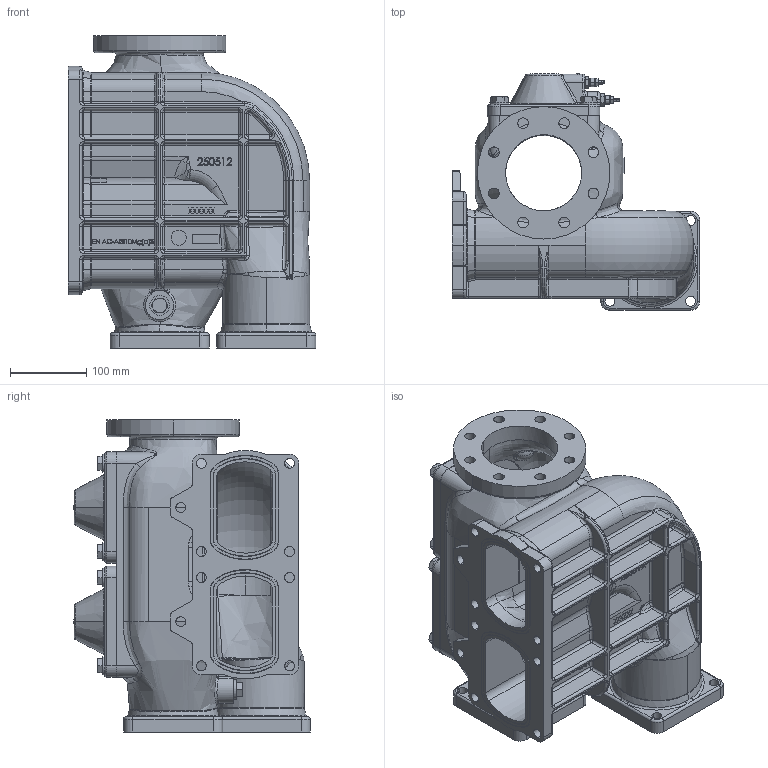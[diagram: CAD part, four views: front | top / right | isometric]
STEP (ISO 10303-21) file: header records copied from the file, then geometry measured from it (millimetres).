
FILE_DESCRIPTION (( 'STEP AP214' ), '1' );
FILE_NAME ('VZK2EN100N.STEP', '2012-07-25T12:05:07', ( 'Admin2' ), ( '' ), 'SwSTEP 2.0', 'SolidWorks 2010', '' );
FILE_SCHEMA (( 'AUTOMOTIVE_DESIGN' ));
Length unit declared in the file: millimetre
Products named in the file (1): VZK2EN100N
Bounding box: 325 x 310.5 x 410 mm (x, y, z)
Surface area: 927115.5 mm2 (no closed solid volume)
Topology: 0 solids, 65 shells, 1905 faces, 6582 edges, 4510 vertices
Faces by surface type: plane 658, cylinder 526, bspline 350, torus 178, cone 135, sphere 58
Entity records: 184574 total; most frequent: CARTESIAN_POINT 111451, ORIENTED_EDGE 10458, DIRECTION 9700, EDGE_CURVE 6528, VERTEX_POINT 4507, AXIS2_PLACEMENT_3D 3296, VECTOR 3108, LINE 3108
